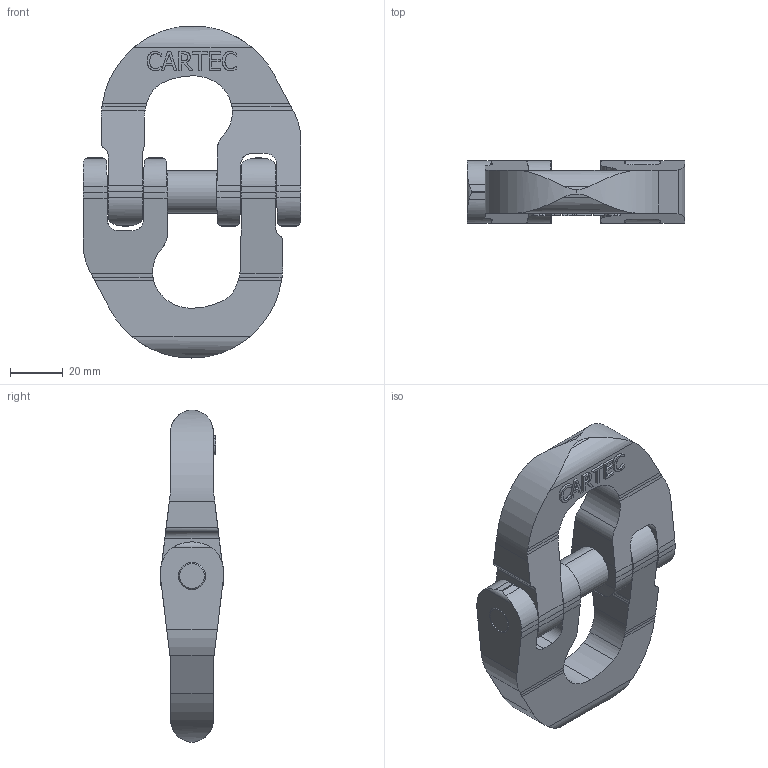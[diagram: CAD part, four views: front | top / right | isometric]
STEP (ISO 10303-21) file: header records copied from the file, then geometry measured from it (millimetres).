
FILE_DESCRIPTION(('STEP AP214'),'1');
FILE_NAME('cl_13.stp','2018-01-24T08:40:32',('TraceParts'),('TraceParts S.A.'),'Spatial InterOp 3D',' ',' ');
FILE_SCHEMA(('automotive_design'));
Length unit declared in the file: millimetre
Products named in the file (3): cl_13_1; cl_13_2; cl_13_3
Bounding box: 82.55 x 23.8 x 125.95 mm (x, y, z)
Volume: 110461.9 mm3; surface area: 31673.6 mm2
Topology: 3 solids, 3 shells, 302 faces, 865 edges, 574 vertices
Faces by surface type: plane 141, cylinder 92, bspline 65, cone 4
Entity records: 13291 total; most frequent: CARTESIAN_POINT 3209, ORIENTED_EDGE 1730, DIRECTION 1387, EDGE_CURVE 865, VERTEX_POINT 574, LINE 495, VECTOR 495, AXIS2_PLACEMENT_3D 446
